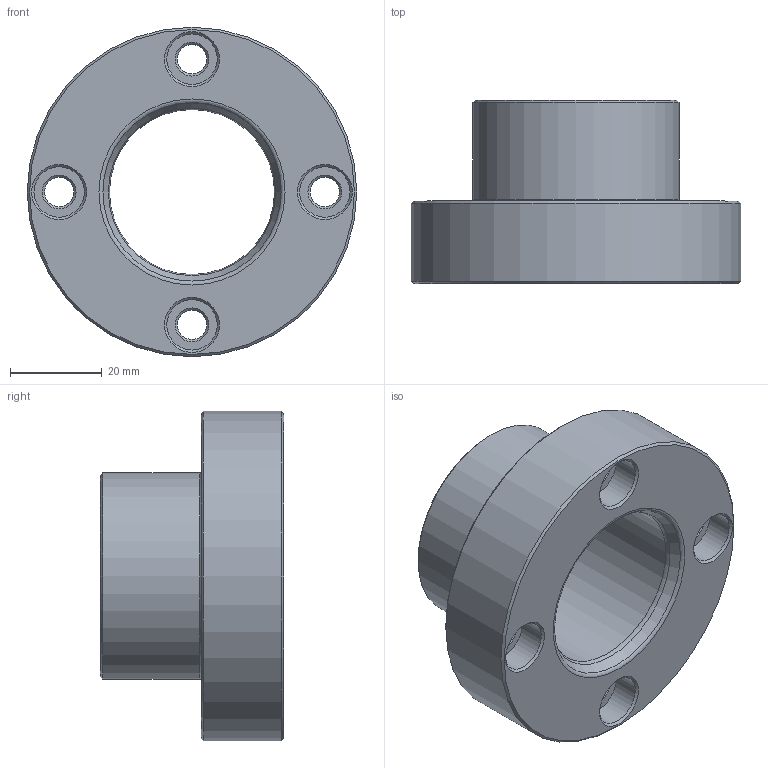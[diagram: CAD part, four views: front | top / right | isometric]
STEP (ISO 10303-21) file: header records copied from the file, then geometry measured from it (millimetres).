
FILE_DESCRIPTION (( 'STEP AP214' ), '1' );
FILE_NAME ('STARK_807 308_B.STEP', '2020-04-22T08:18:42', ( '' ), ( '' ), 'SwSTEP 2.0', 'SolidWorks 2019', '' );
FILE_SCHEMA (( 'AUTOMOTIVE_DESIGN' ));
Length unit declared in the file: millimetre
Products named in the file (1): STARK_807 308_B
Bounding box: 71.9 x 40 x 71.9 mm (x, y, z)
Volume: 62997.7 mm3; surface area: 18879.6 mm2
Topology: 1 solids, 1 shells, 38 faces, 73 edges, 42 vertices
Faces by surface type: cone 17, cylinder 11, plane 7, torus 3
Full cylindrical faces by diameter (mm): 6.4 x4, 11 x4, 36 x1, 45 x1, 71.9 x1
Entity records: 858 total; most frequent: DIRECTION 162, CARTESIAN_POINT 123, EDGE_LOOP 84, ORIENTED_EDGE 84, AXIS2_PLACEMENT_3D 81, FACE_OUTER_BOUND 52, VERTEX_POINT 42, CIRCLE 42
